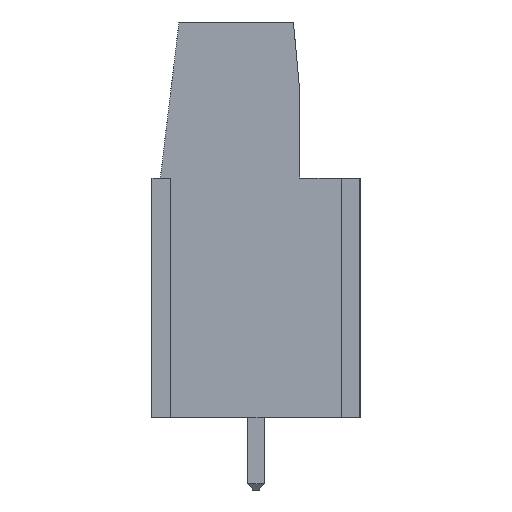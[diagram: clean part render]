
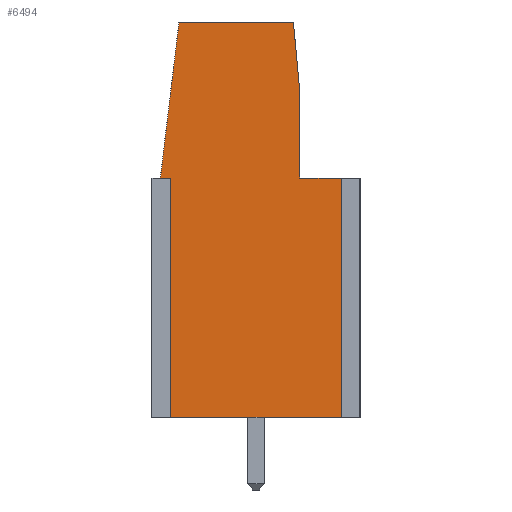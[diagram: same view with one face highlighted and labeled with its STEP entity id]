
A CAD part, left-side view. The second image highlights one B-rep face of the part: STEP entity #6494.
In plain terms, the highlighted planar face has unit normal (-1, 0, 0).
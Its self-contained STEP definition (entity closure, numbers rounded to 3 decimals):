
#73=DIRECTION('',(0.,1.,0.));
#74=VECTOR('',#73,0.3);
#75=CARTESIAN_POINT('',(-37.5,4.3,-7.5));
#76=LINE('',#75,#74);
#81=DIRECTION('',(0.,-0.119,0.993));
#82=VECTOR('',#81,7.554);
#83=CARTESIAN_POINT('',(-37.5,4.6,-7.5));
#84=LINE('',#83,#82);
#88=DIRECTION('',(0.,-1.,0.));
#89=VECTOR('',#88,5.5);
#90=CARTESIAN_POINT('',(-37.5,3.7,0.));
#91=LINE('',#90,#89);
#95=DIRECTION('',(0.,-0.091,-0.996));
#96=VECTOR('',#95,3.314);
#97=CARTESIAN_POINT('',(-37.5,-1.8,0.));
#98=LINE('',#97,#96);
#102=DIRECTION('',(0.,0.,-1.));
#103=VECTOR('',#102,4.2);
#104=CARTESIAN_POINT('',(-37.5,-2.1,-3.3));
#105=LINE('',#104,#103);
#109=DIRECTION('',(0.,-1.,0.));
#110=VECTOR('',#109,2.2);
#111=CARTESIAN_POINT('',(-37.5,-2.1,-7.5));
#112=LINE('',#111,#110);
#116=DIRECTION('',(0.,0.,1.));
#117=VECTOR('',#116,11.5);
#118=CARTESIAN_POINT('',(-37.5,-4.3,-19.));
#119=LINE('',#118,#117);
#123=DIRECTION('',(0.,1.,0.));
#124=VECTOR('',#123,8.6);
#125=CARTESIAN_POINT('',(-37.5,-4.3,-19.));
#126=LINE('',#125,#124);
#130=DIRECTION('',(0.,0.,1.));
#131=VECTOR('',#130,11.5);
#132=CARTESIAN_POINT('',(-37.5,4.3,-19.));
#133=LINE('',#132,#131);
#5479=CARTESIAN_POINT('',(-37.5,3.7,0.));
#5480=CARTESIAN_POINT('',(-37.5,-1.8,0.));
#5481=VERTEX_POINT('',#5479);
#5482=VERTEX_POINT('',#5480);
#5483=CARTESIAN_POINT('',(-37.5,-2.1,-3.3));
#5484=VERTEX_POINT('',#5483);
#5485=CARTESIAN_POINT('',(-37.5,-2.1,-7.5));
#5486=VERTEX_POINT('',#5485);
#5667=CARTESIAN_POINT('',(-37.5,4.3,-7.5));
#5668=CARTESIAN_POINT('',(-37.5,4.6,-7.5));
#5669=VERTEX_POINT('',#5667);
#5670=VERTEX_POINT('',#5668);
#5671=CARTESIAN_POINT('',(-37.5,4.3,-19.));
#5672=VERTEX_POINT('',#5671);
#5673=CARTESIAN_POINT('',(-37.5,-4.3,-19.));
#5674=CARTESIAN_POINT('',(-37.5,-4.3,-7.5));
#5675=VERTEX_POINT('',#5673);
#5676=VERTEX_POINT('',#5674);
#6469=CARTESIAN_POINT('',(-37.5,0.,0.));
#6470=DIRECTION('',(1.,0.,0.));
#6471=DIRECTION('',(0.,0.,-1.));
#6472=AXIS2_PLACEMENT_3D('',#6469,#6470,#6471);
#6473=PLANE('',#6472);
#6475=ORIENTED_EDGE('',*,*,#6474,.T.);
#6477=ORIENTED_EDGE('',*,*,#6476,.T.);
#6479=ORIENTED_EDGE('',*,*,#6478,.T.);
#6481=ORIENTED_EDGE('',*,*,#6480,.T.);
#6483=ORIENTED_EDGE('',*,*,#6482,.T.);
#6485=ORIENTED_EDGE('',*,*,#6484,.T.);
#6487=ORIENTED_EDGE('',*,*,#6486,.F.);
#6489=ORIENTED_EDGE('',*,*,#6488,.T.);
#6491=ORIENTED_EDGE('',*,*,#6490,.T.);
#6492=EDGE_LOOP('',(#6475,#6477,#6479,#6481,#6483,#6485,#6487,#6489,#6491));
#6493=FACE_OUTER_BOUND('',#6492,.F.);
#6494=ADVANCED_FACE('',(#6493),#6473,.F.);
#6474=EDGE_CURVE('',#5669,#5670,#76,.T.);
#6476=EDGE_CURVE('',#5670,#5481,#84,.T.);
#6478=EDGE_CURVE('',#5481,#5482,#91,.T.);
#6480=EDGE_CURVE('',#5482,#5484,#98,.T.);
#6482=EDGE_CURVE('',#5484,#5486,#105,.T.);
#6484=EDGE_CURVE('',#5486,#5676,#112,.T.);
#6486=EDGE_CURVE('',#5675,#5676,#119,.T.);
#6488=EDGE_CURVE('',#5675,#5672,#126,.T.);
#6490=EDGE_CURVE('',#5672,#5669,#133,.T.);
